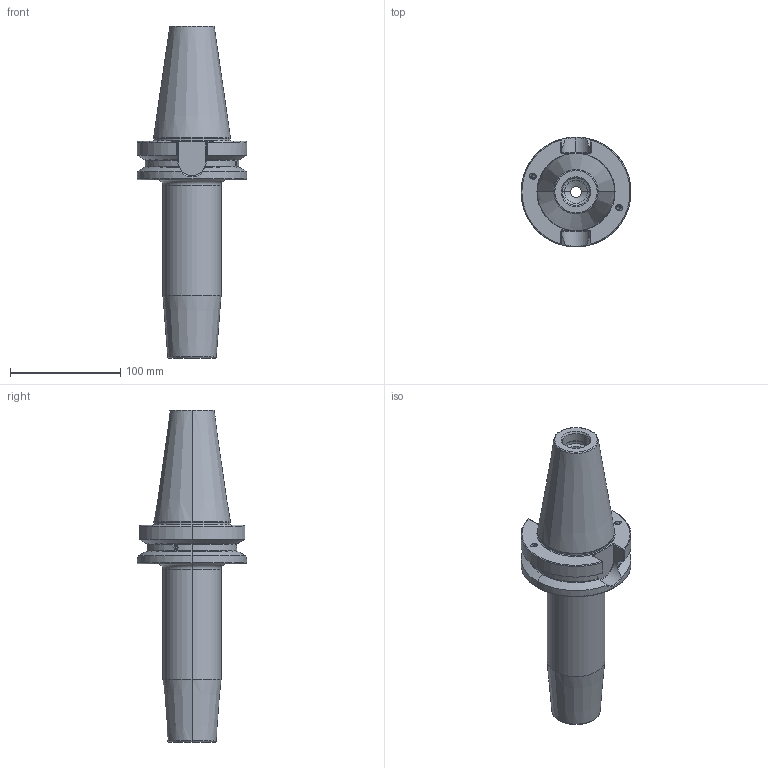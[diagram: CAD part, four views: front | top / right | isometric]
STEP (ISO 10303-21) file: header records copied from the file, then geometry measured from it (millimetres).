
FILE_DESCRIPTION (( 'STEP AP214' ), '1' );
FILE_NAME ('99.503.032 x=200 - step.STEP', '2021-04-15T11:52:24', ( '' ), ( '' ), 'SwSTEP 2.0', 'SolidWorks 2018', '' );
FILE_SCHEMA (( 'AUTOMOTIVE_DESIGN' ));
Length unit declared in the file: millimetre
Products named in the file (1): 99.503.032 x=200 - step
Bounding box: 99.97 x 99.97 x 301.8 mm (x, y, z)
Volume: 721393.1 mm3; surface area: 89406.4 mm2
Topology: 1 solids, 1 shells, 145 faces, 353 edges, 207 vertices
Faces by surface type: cylinder 49, cone 40, torus 26, plane 24, bspline 6
Entity records: 5897 total; most frequent: CARTESIAN_POINT 2269, ORIENTED_EDGE 700, DIRECTION 695, EDGE_CURVE 350, AXIS2_PLACEMENT_3D 289, VERTEX_POINT 207, EDGE_LOOP 155, CIRCLE 149
